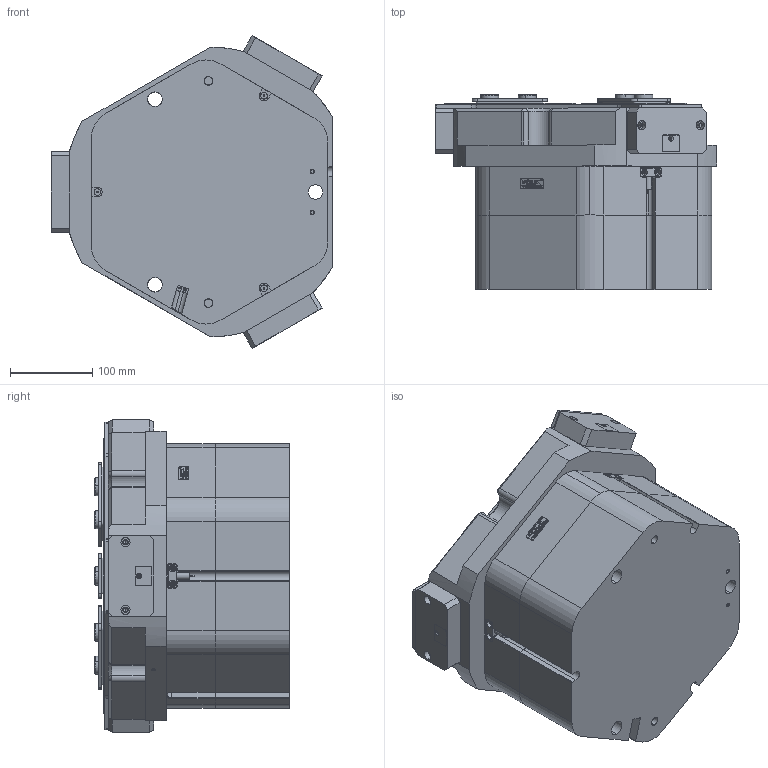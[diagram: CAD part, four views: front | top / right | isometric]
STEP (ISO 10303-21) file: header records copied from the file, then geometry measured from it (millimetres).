
FILE_DESCRIPTION (( 'STEP AP203' ), '1' );
FILE_NAME ('FZ220-352-P-NO.STEP', '2024-12-20T07:21:45', ( 'USER-' ), ( 'Microsoft' ), 'SwSTEP 2.0', 'SolidWorks 2018', '' );
FILE_SCHEMA (( 'CONFIG_CONTROL_DESIGN' ));
Length unit declared in the file: millimetre
Products named in the file (19): FZ220-352-P-NO; 昹親棠覜羲壽; TZT185-292-M-15 耜猾苤裔; TZT220-352-M-02 賑輸; ﾏ擎ﾗ22｡ﾁ18｡ﾁ20; FZ220-352; 32x12-R2; 湮酴; TZT220-352-M-12 耜猾极; FZ220-352-P; TZT220-352-C60; TZT220-352-M-13 痄雄結啣; 电容传感器; TZT220-352-M-05-NO 晊扥极; TZT220-352-M-01 褲极; TZT220-352-M-14 忒硌薊啣; TR300-15-1晚假蚾輸; 埴翐芛_GB_FASTENER_SCREWS_HSHCS M2X8-N; TZT220-352-M-11 奻葡裔啣
Assembly tree (45 placements, depth 5):
  FZ220-352-P-NO
    FZ220-352-P
      TZT220-352-C60
        FZ220-352
          TZT220-352-M-02 賑輸  x3
          电容传感器  x3
          湮酴  x3
          TZT220-352-M-01 褲极
          TR300-15-1晚假蚾輸  x3
          埴翐芛_GB_FASTENER_SCREWS_HSHCS M2X8-N  x6
          32x12-R2
          昹親棠覜羲壽  x2
      TZT220-352-M-11 奻葡裔啣
      TZT220-352-M-13 痄雄結啣  x3
      TZT220-352-M-14 忒硌薊啣  x3
      TZT220-352-M-12 耜猾极  x3
      TZT185-292-M-15 耜猾苤裔  x3
      ﾏ擎ﾗ22｡ﾁ18｡ﾁ20  x6
    TZT220-352-M-05-NO 晊扥极
Bounding box: 342 x 236.5 x 379.82 mm (x, y, z)
Volume: 16099914 mm3; surface area: 1098155.1 mm2
Topology: 42 solids, 42 shells, 2432 faces, 6187 edges, 3880 vertices
Faces by surface type: plane 1188, cylinder 729, cone 346, bspline 157, torus 12
Entity records: 58820 total; most frequent: CARTESIAN_POINT 15657, ORIENTED_EDGE 8546, DIRECTION 8121, EDGE_CURVE 4273, LINE 2749, VECTOR 2749, VERTEX_POINT 2717, AXIS2_PLACEMENT_3D 2686
